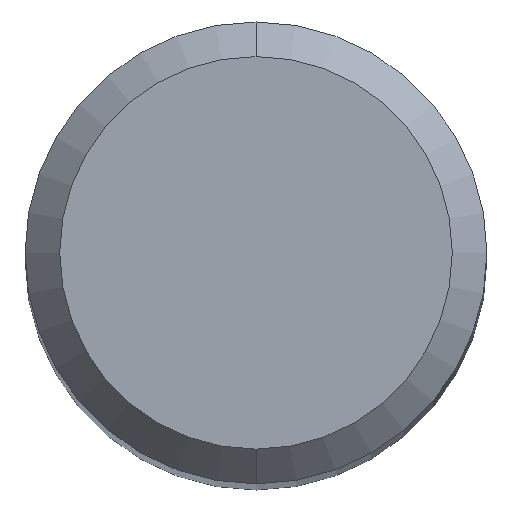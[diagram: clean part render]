
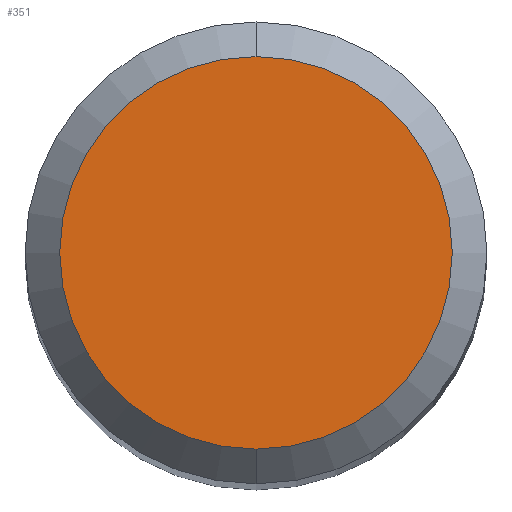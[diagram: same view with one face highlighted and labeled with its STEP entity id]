
A CAD part, top view. The second image highlights one B-rep face of the part: STEP entity #351.
In plain terms, the highlighted planar face has unit normal (0, 0, 1).
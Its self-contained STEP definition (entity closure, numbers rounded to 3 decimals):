
#209=EDGE_CURVE('',#459,#265,#525,.T.);
#265=VERTEX_POINT('',#589);
#351=ADVANCED_FACE('',(#689),#690,.T.);
#365=EDGE_CURVE('',#265,#459,#705,.T.);
#459=VERTEX_POINT('',#806);
#525=CIRCLE('',#895,1.7);
#589=CARTESIAN_POINT('',(0.,-1.7,0.0));
#689=FACE_OUTER_BOUND('',#1220,.T.);
#690=PLANE('',#1221);
#705=CIRCLE('',#1276,1.7);
#806=CARTESIAN_POINT('',(0.0,1.7,0.0));
#895=AXIS2_PLACEMENT_3D('',#1500,#1501,#1502);
#1220=EDGE_LOOP('',(#1723,#1724));
#1221=AXIS2_PLACEMENT_3D('',#1725,#1726,#1727);
#1276=AXIS2_PLACEMENT_3D('',#1737,#1738,#1739);
#1500=CARTESIAN_POINT('',(0.0,0.0,0.0));
#1501=DIRECTION('',(0.0,0.0,-1.0));
#1502=DIRECTION('',(0.0,1.0,0.0));
#1723=ORIENTED_EDGE('',*,*,#209,.F.);
#1724=ORIENTED_EDGE('',*,*,#365,.F.);
#1725=CARTESIAN_POINT('',(0.0,0.85,0.0));
#1726=DIRECTION('',(-0.0,0.0,1.0));
#1727=DIRECTION('',(0.0,-1.0,0.0));
#1737=CARTESIAN_POINT('',(0.0,0.0,0.0));
#1738=DIRECTION('',(0.0,0.0,-1.0));
#1739=DIRECTION('',(0.0,1.0,0.0));
